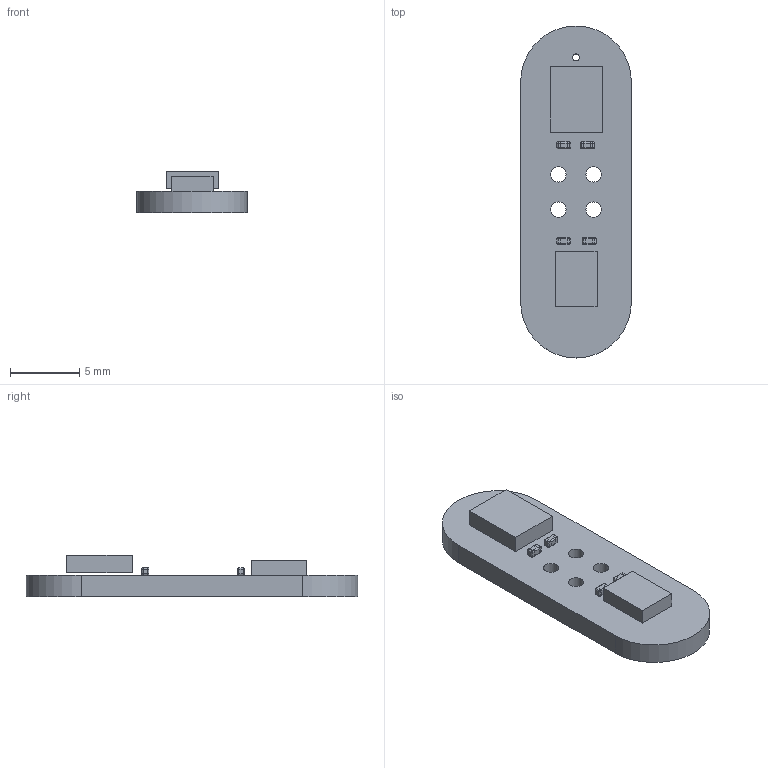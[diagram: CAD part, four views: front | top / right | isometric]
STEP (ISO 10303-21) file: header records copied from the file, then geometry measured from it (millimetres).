
FILE_DESCRIPTION(('Open CASCADE Model'),'2;1');
FILE_NAME('Open CASCADE Shape Model','2017-06-16T15:20:49',('Author'),( 'Open CASCADE'),'Open CASCADE STEP processor 6.8','Open CASCADE 6.8' ,'Unknown');
FILE_SCHEMA(('AUTOMOTIVE_DESIGN { 1 0 10303 214 1 1 1 1 }'));
Length unit declared in the file: millimetre
Products named in the file (13): PCB; Board; U200; 787961192; Extruded; C200; CAPC1005X55; C201; C202; C203; U201; 787961056
Assembly tree (15 placements, depth 4):
  PCB
    Board
    U200
      787961192
        Extruded
    C200
      CAPC1005X55
    C201
      CAPC1005X55
    C202
      CAPC1005X55
    C203
      CAPC1005X55
    U201
      787961056
        Extruded
Bounding box: 8 x 24 x 3 mm (x, y, z)
Volume: 306.5 mm3; surface area: 570.5 mm2
Topology: 15 solids, 15 shells, 207 faces, 467 edges, 258 vertices
Faces by surface type: plane 88, cylinder 87, sphere 32
Full cylindrical faces by diameter (mm): 0.5 x1, 1.1 x4
Entity records: 2481 total; most frequent: DIRECTION 371, CARTESIAN_POINT 322, ORIENTED_EDGE 294, EDGE_CURVE 147, AXIS2_PLACEMENT_3D 139, LINE 93, VECTOR 93, VERTEX_POINT 90
